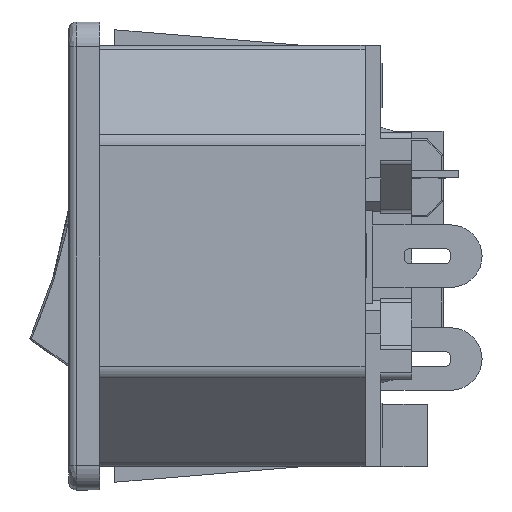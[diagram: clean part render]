
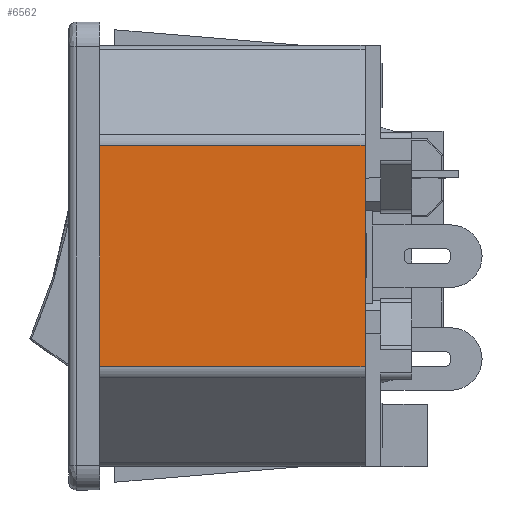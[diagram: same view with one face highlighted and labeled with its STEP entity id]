
A CAD part, left-side view. The second image highlights one B-rep face of the part: STEP entity #6562.
In plain terms, the highlighted planar face has unit normal (-1, 0, 0).
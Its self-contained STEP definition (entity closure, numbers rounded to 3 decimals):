
#4895 = ORIENTED_EDGE ( 'NONE', *, *, #5254, .T. ) ;
#4896 = ORIENTED_EDGE ( 'NONE', *, *, #5315, .F. ) ;
#4897 = ORIENTED_EDGE ( 'NONE', *, *, #5260, .T. ) ;
#4898 = ORIENTED_EDGE ( 'NONE', *, *, #5248, .T. ) ;
#5248 = EDGE_CURVE ( 'NONE', #23460, #23465, #18340, .T. ) ;
#5254 = EDGE_CURVE ( 'NONE', #23465, #23145, #18358, .T. ) ;
#5260 = EDGE_CURVE ( 'NONE', #23145, #23516, #18376, .T. ) ;
#5315 = EDGE_CURVE ( 'NONE', #23460, #23516, #18541, .T. ) ;
#6330 = EDGE_LOOP ( 'NONE', ( #4896, #4898, #4895, #4897 ) ) ;
#6562 = ADVANCED_FACE ( 'NONE', ( #17822 ), #19438, .T. ) ;
#17467 = VECTOR ( 'NONE', #18342, 1000. ) ;
#17473 = VECTOR ( 'NONE', #18360, 1000. ) ;
#17479 = VECTOR ( 'NONE', #18378, 1000. ) ;
#17532 = VECTOR ( 'NONE', #18543, 1000. ) ;
#17822 = FACE_OUTER_BOUND ( 'NONE', #6330, .T. ) ;
#17825 = AXIS2_PLACEMENT_3D ( 'NONE', #19439, #19440, #19441 ) ;
#18340 = LINE ( 'NONE', #18341, #17467 ) ;
#18341 = CARTESIAN_POINT ( 'NONE',  ( 1.5, -8.5, -7.914 ) ) ;
#18342 = DIRECTION ( 'NONE',  ( 0., 1., 0. ) ) ;
#18358 = LINE ( 'NONE', #18359, #17473 ) ;
#18359 = CARTESIAN_POINT ( 'NONE',  ( 1.5, 0., -15. ) ) ;
#18360 = DIRECTION ( 'NONE',  ( 0., 0., -1. ) ) ;
#18376 = LINE ( 'NONE', #18377, #17479 ) ;
#18377 = CARTESIAN_POINT ( 'NONE',  ( 1.5, -8.5, -22.086 ) ) ;
#18378 = DIRECTION ( 'NONE',  ( 0., -1., 0. ) ) ;
#18541 = LINE ( 'NONE', #18542, #17532 ) ;
#18542 = CARTESIAN_POINT ( 'NONE',  ( 1.5, -17., -15. ) ) ;
#18543 = DIRECTION ( 'NONE',  ( 0., 0., -1. ) ) ;
#19438 = PLANE ( 'NONE',  #17825 ) ;
#19439 = CARTESIAN_POINT ( 'NONE',  ( 1.5, 0., -7.914 ) ) ;
#19440 = DIRECTION ( 'NONE',  ( -1., 0., 0. ) ) ;
#19441 = DIRECTION ( 'NONE',  ( 0., 0., -1. ) ) ;
#22198 = CARTESIAN_POINT ( 'NONE',  ( 1.5, 0., -22.086 ) ) ;
#22433 = CARTESIAN_POINT ( 'NONE',  ( 1.5, -17., -7.914 ) ) ;
#22438 = CARTESIAN_POINT ( 'NONE',  ( 1.5, 0., -7.914 ) ) ;
#22489 = CARTESIAN_POINT ( 'NONE',  ( 1.5, -17., -22.086 ) ) ;
#23145 = VERTEX_POINT ( 'NONE', #22198 ) ;
#23460 = VERTEX_POINT ( 'NONE', #22433 ) ;
#23465 = VERTEX_POINT ( 'NONE', #22438 ) ;
#23516 = VERTEX_POINT ( 'NONE', #22489 ) ;
